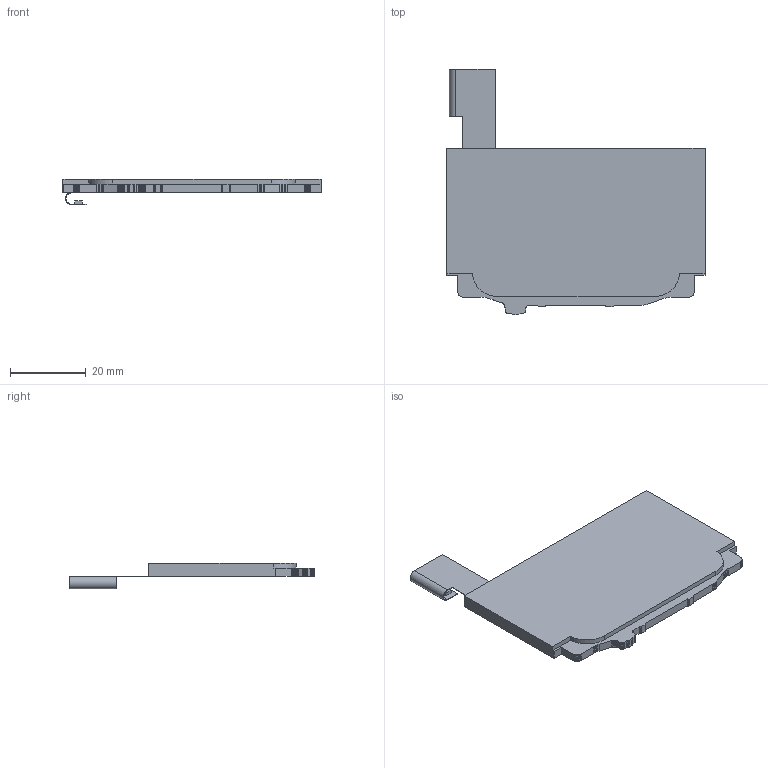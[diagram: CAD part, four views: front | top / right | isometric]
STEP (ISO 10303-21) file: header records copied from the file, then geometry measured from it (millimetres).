
FILE_DESCRIPTION(/* description */ (''),/* implementation_level */ '2;1');
FILE_NAME(/* name */ 'keeb.step',/* time_stamp */ '2023-01-16T22:23:02-05:00',/* author */ (''),/* organization */ (''),/* preprocessor_version */ 'ST-DEVELOPER v19.2',/* originating_system */ 'Autodesk Translation Framework v11.17.0.187',/* authorisation */ '');
FILE_SCHEMA (('AUTOMOTIVE_DESIGN { 1 0 10303 214 3 1 1 }'));
Length unit declared in the file: millimetre
Products named in the file (1): beepberrycase
Bounding box: 68.35 x 65.06 x 6.76 mm (x, y, z)
Volume: 9482.2 mm3; surface area: 6940.2 mm2
Topology: 2 solids, 2 shells, 191 faces, 550 edges, 364 vertices
Faces by surface type: plane 187, cylinder 4
Entity records: 6160 total; most frequent: CARTESIAN_POINT 1106, ORIENTED_EDGE 1100, DIRECTION 942, EDGE_CURVE 550, LINE 542, VECTOR 542, VERTEX_POINT 364, AXIS2_PLACEMENT_3D 200
